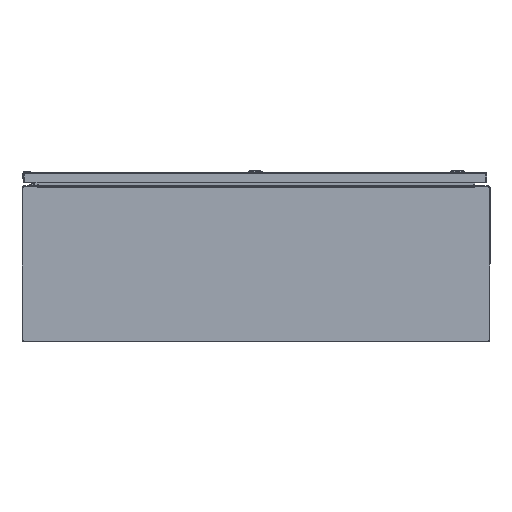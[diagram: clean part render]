
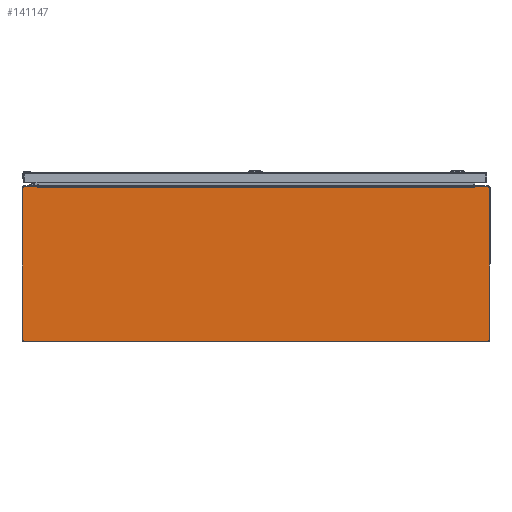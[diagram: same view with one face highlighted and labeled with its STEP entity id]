
A CAD part, front view. The second image highlights one B-rep face of the part: STEP entity #141147.
In plain terms, the highlighted planar face has unit normal (0, -1, 0).
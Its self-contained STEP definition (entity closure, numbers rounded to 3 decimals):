
#957 = EDGE_CURVE ( 'NONE', #13376, #2878, #165938, .T. ) ;
#1326 = DIRECTION ( 'NONE',  ( -1., 0., 0. ) ) ;
#2878 = VERTEX_POINT ( 'NONE', #26106 ) ;
#5827 = DIRECTION ( 'NONE',  ( -1., 0., 0. ) ) ;
#6324 = LINE ( 'NONE', #92973, #156408 ) ;
#7084 = DIRECTION ( 'NONE',  ( 0., 0., -1. ) ) ;
#7860 = AXIS2_PLACEMENT_3D ( 'NONE', #108467, #16106, #121087 ) ;
#8422 = VERTEX_POINT ( 'NONE', #154977 ) ;
#9181 = CARTESIAN_POINT ( 'NONE',  ( 17.937, -24., -5.857 ) ) ;
#11683 = DIRECTION ( 'NONE',  ( -1., 0., 0. ) ) ;
#12946 = VECTOR ( 'NONE', #1326, 39.37 ) ;
#13376 = VERTEX_POINT ( 'NONE', #79680 ) ;
#15362 = VECTOR ( 'NONE', #69010, 39.37 ) ;
#15398 = EDGE_CURVE ( 'NONE', #48797, #148994, #55212, .T. ) ;
#15794 = CARTESIAN_POINT ( 'NONE',  ( -16.828, -24., 5.937 ) ) ;
#16106 = DIRECTION ( 'NONE',  ( 0., -1., 0. ) ) ;
#17311 = DIRECTION ( 'NONE',  ( 1., 0., 0. ) ) ;
#20885 = CARTESIAN_POINT ( 'NONE',  ( -17.857, -24., -5.937 ) ) ;
#21262 = ORIENTED_EDGE ( 'NONE', *, *, #63452, .T. ) ;
#22780 = ORIENTED_EDGE ( 'NONE', *, *, #107464, .T. ) ;
#22961 = AXIS2_PLACEMENT_3D ( 'NONE', #68195, #106053, #55591 ) ;
#23816 = VERTEX_POINT ( 'NONE', #37880 ) ;
#24485 = CARTESIAN_POINT ( 'NONE',  ( -17.937, -24., 0. ) ) ;
#26106 = CARTESIAN_POINT ( 'NONE',  ( 16.814, -24., 5.855 ) ) ;
#32479 = EDGE_CURVE ( 'NONE', #149645, #48797, #42934, .T. ) ;
#32724 = LINE ( 'NONE', #83940, #134739 ) ;
#32993 = DIRECTION ( 'NONE',  ( 0., -1., 0. ) ) ;
#33046 = ORIENTED_EDGE ( 'NONE', *, *, #63739, .T. ) ;
#34368 = DIRECTION ( 'NONE',  ( 0., 0., -1. ) ) ;
#34533 = EDGE_CURVE ( 'NONE', #46445, #149645, #125073, .T. ) ;
#34554 = VERTEX_POINT ( 'NONE', #20885 ) ;
#37880 = CARTESIAN_POINT ( 'NONE',  ( 17.857, -24., -5.937 ) ) ;
#41783 = VECTOR ( 'NONE', #72954, 39.37 ) ;
#42844 = DIRECTION ( 'NONE',  ( 0., 0., 1. ) ) ;
#42934 = LINE ( 'NONE', #94213, #85099 ) ;
#44392 = ORIENTED_EDGE ( 'NONE', *, *, #104406, .T. ) ;
#46445 = VERTEX_POINT ( 'NONE', #105336 ) ;
#48662 = CARTESIAN_POINT ( 'NONE',  ( 0., -24., 5.937 ) ) ;
#48797 = VERTEX_POINT ( 'NONE', #99969 ) ;
#50461 = AXIS2_PLACEMENT_3D ( 'NONE', #147395, #83520, #7084 ) ;
#55212 = CIRCLE ( 'NONE', #22961, 0.08 ) ;
#55591 = DIRECTION ( 'NONE',  ( 0., 0., -1. ) ) ;
#58222 = CARTESIAN_POINT ( 'NONE',  ( -17.937, -24., -5.857 ) ) ;
#58720 = FACE_OUTER_BOUND ( 'NONE', #152750, .T. ) ;
#61432 = CARTESIAN_POINT ( 'NONE',  ( 17.937, -24., 5.857 ) ) ;
#62032 = ORIENTED_EDGE ( 'NONE', *, *, #163180, .T. ) ;
#62278 = LINE ( 'NONE', #24485, #111100 ) ;
#62641 = ORIENTED_EDGE ( 'NONE', *, *, #93235, .T. ) ;
#63452 = EDGE_CURVE ( 'NONE', #23816, #155185, #136009, .T. ) ;
#63580 = AXIS2_PLACEMENT_3D ( 'NONE', #136327, #32993, #111141 ) ;
#63739 = EDGE_CURVE ( 'NONE', #2878, #8422, #81570, .T. ) ;
#66119 = VECTOR ( 'NONE', #5827, 39.37 ) ;
#67237 = CARTESIAN_POINT ( 'NONE',  ( 0., -24., 5.855 ) ) ;
#68195 = CARTESIAN_POINT ( 'NONE',  ( -17.857, -24., 5.857 ) ) ;
#69010 = DIRECTION ( 'NONE',  ( -1., 0., 0. ) ) ;
#70079 = EDGE_CURVE ( 'NONE', #111023, #13376, #101634, .T. ) ;
#71945 = ORIENTED_EDGE ( 'NONE', *, *, #34533, .T. ) ;
#72954 = DIRECTION ( 'NONE',  ( -0.174, 0., 0.985 ) ) ;
#74490 = LINE ( 'NONE', #99733, #12946 ) ;
#77621 = VECTOR ( 'NONE', #136559, 39.37 ) ;
#78946 = AXIS2_PLACEMENT_3D ( 'NONE', #146978, #99062, #34368 ) ;
#79680 = CARTESIAN_POINT ( 'NONE',  ( 16.828, -24., 5.937 ) ) ;
#80214 = ORIENTED_EDGE ( 'NONE', *, *, #112906, .T. ) ;
#80335 = CIRCLE ( 'NONE', #7860, 0.08 ) ;
#80646 = LINE ( 'NONE', #67237, #66119 ) ;
#81570 = LINE ( 'NONE', #94205, #15362 ) ;
#83520 = DIRECTION ( 'NONE',  ( 0., -1., 0. ) ) ;
#83940 = CARTESIAN_POINT ( 'NONE',  ( 17.937, -24., 0. ) ) ;
#85099 = VECTOR ( 'NONE', #145453, 39.37 ) ;
#88046 = ORIENTED_EDGE ( 'NONE', *, *, #15398, .T. ) ;
#92973 = CARTESIAN_POINT ( 'NONE',  ( 0., -24., -5.937 ) ) ;
#93235 = EDGE_CURVE ( 'NONE', #34554, #23816, #6324, .T. ) ;
#93607 = CARTESIAN_POINT ( 'NONE',  ( -17.937, -24., 5.857 ) ) ;
#94205 = CARTESIAN_POINT ( 'NONE',  ( 16.806, -24., 5.855 ) ) ;
#94213 = CARTESIAN_POINT ( 'NONE',  ( 0., -24., 5.937 ) ) ;
#99062 = DIRECTION ( 'NONE',  ( 0., -1., 0. ) ) ;
#99733 = CARTESIAN_POINT ( 'NONE',  ( 0., -24., 5.855 ) ) ;
#99969 = CARTESIAN_POINT ( 'NONE',  ( -17.857, -24., 5.937 ) ) ;
#101634 = LINE ( 'NONE', #48662, #145774 ) ;
#102097 = CARTESIAN_POINT ( 'NONE',  ( 16.828, -24., 5.937 ) ) ;
#104197 = VERTEX_POINT ( 'NONE', #58222 ) ;
#104406 = EDGE_CURVE ( 'NONE', #8422, #123414, #80646, .T. ) ;
#105336 = CARTESIAN_POINT ( 'NONE',  ( -16.814, -24., 5.855 ) ) ;
#106053 = DIRECTION ( 'NONE',  ( 0., -1., 0. ) ) ;
#106867 = EDGE_CURVE ( 'NONE', #166000, #111023, #125609, .T. ) ;
#107464 = EDGE_CURVE ( 'NONE', #123414, #46445, #74490, .T. ) ;
#108467 = CARTESIAN_POINT ( 'NONE',  ( -17.857, -24., -5.857 ) ) ;
#111023 = VERTEX_POINT ( 'NONE', #143330 ) ;
#111100 = VECTOR ( 'NONE', #163986, 39.37 ) ;
#111141 = DIRECTION ( 'NONE',  ( 0., 0., -1. ) ) ;
#112906 = EDGE_CURVE ( 'NONE', #104197, #34554, #80335, .T. ) ;
#117547 = EDGE_CURVE ( 'NONE', #155185, #166000, #32724, .T. ) ;
#117635 = ORIENTED_EDGE ( 'NONE', *, *, #957, .T. ) ;
#121087 = DIRECTION ( 'NONE',  ( 0., 0., -1. ) ) ;
#123414 = VERTEX_POINT ( 'NONE', #132140 ) ;
#125073 = LINE ( 'NONE', #151934, #41783 ) ;
#125609 = CIRCLE ( 'NONE', #50461, 0.08 ) ;
#132140 = CARTESIAN_POINT ( 'NONE',  ( -16.798, -24., 5.855 ) ) ;
#133688 = ORIENTED_EDGE ( 'NONE', *, *, #106867, .T. ) ;
#134280 = ORIENTED_EDGE ( 'NONE', *, *, #70079, .T. ) ;
#134739 = VECTOR ( 'NONE', #42844, 39.37 ) ;
#136009 = CIRCLE ( 'NONE', #63580, 0.08 ) ;
#136327 = CARTESIAN_POINT ( 'NONE',  ( 17.857, -24., -5.857 ) ) ;
#136559 = DIRECTION ( 'NONE',  ( -0.174, 0., -0.985 ) ) ;
#141147 = ADVANCED_FACE ( 'NONE', ( #58720 ), #163750, .T. ) ;
#143330 = CARTESIAN_POINT ( 'NONE',  ( 17.857, -24., 5.937 ) ) ;
#145453 = DIRECTION ( 'NONE',  ( -1., 0., 0. ) ) ;
#145774 = VECTOR ( 'NONE', #11683, 39.37 ) ;
#146978 = CARTESIAN_POINT ( 'NONE',  ( 0., -24., 0. ) ) ;
#147395 = CARTESIAN_POINT ( 'NONE',  ( 17.857, -24., 5.857 ) ) ;
#148994 = VERTEX_POINT ( 'NONE', #93607 ) ;
#149645 = VERTEX_POINT ( 'NONE', #15794 ) ;
#151934 = CARTESIAN_POINT ( 'NONE',  ( -16.814, -24., 5.855 ) ) ;
#152750 = EDGE_LOOP ( 'NONE', ( #157132, #88046, #62032, #80214, #62641, #21262, #158518, #133688, #134280, #117635, #33046, #44392, #22780, #71945 ) ) ;
#154977 = CARTESIAN_POINT ( 'NONE',  ( 16.798, -24., 5.855 ) ) ;
#155185 = VERTEX_POINT ( 'NONE', #9181 ) ;
#156408 = VECTOR ( 'NONE', #17311, 39.37 ) ;
#157132 = ORIENTED_EDGE ( 'NONE', *, *, #32479, .T. ) ;
#158518 = ORIENTED_EDGE ( 'NONE', *, *, #117547, .T. ) ;
#163180 = EDGE_CURVE ( 'NONE', #148994, #104197, #62278, .T. ) ;
#163750 = PLANE ( 'NONE',  #78946 ) ;
#163986 = DIRECTION ( 'NONE',  ( 0., 0., -1. ) ) ;
#165938 = LINE ( 'NONE', #102097, #77621 ) ;
#166000 = VERTEX_POINT ( 'NONE', #61432 ) ;
